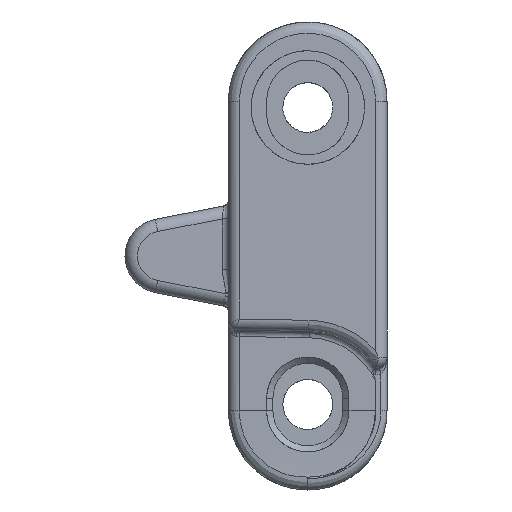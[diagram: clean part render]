
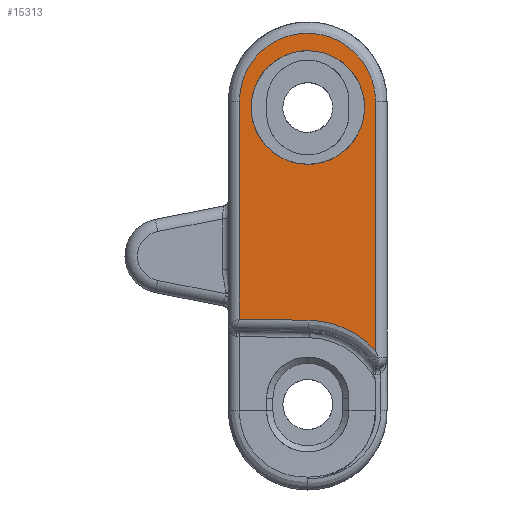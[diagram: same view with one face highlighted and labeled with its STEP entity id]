
A CAD part, left-side view. The second image highlights one B-rep face of the part: STEP entity #15313.
In plain terms, the highlighted planar face has unit normal (-0.999, 0.035, 0).
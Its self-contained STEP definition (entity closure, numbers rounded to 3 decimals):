
#4067 = VECTOR ( 'NONE', #33404, 1000. ) ;
#4309 = LINE ( 'NONE', #56251, #33221 ) ;
#4508 = EDGE_LOOP ( 'NONE', ( #20437, #16521 ) ) ;
#5349 = VECTOR ( 'NONE', #46132, 1000. ) ;
#6956 = CARTESIAN_POINT ( 'NONE',  ( -95.4, -11.769, 18.8 ) ) ;
#7305 = FACE_BOUND ( 'NONE', #4508, .T. ) ;
#9525 = EDGE_CURVE ( 'NONE', #49047, #50380, #4309, .T. ) ;
#10926 = VERTEX_POINT ( 'NONE', #55401 ) ;
#11163 = EDGE_CURVE ( 'NONE', #54028, #33321, #61027, .T. ) ;
#13537 = CARTESIAN_POINT ( 'NONE',  ( -95.4, -11.769, 23.3 ) ) ;
#14413 = CARTESIAN_POINT ( 'NONE',  ( -94.893, 2.75, 7.35 ) ) ;
#14520 = DIRECTION ( 'NONE',  ( -0.999, 0.035, 0. ) ) ;
#14990 = DIRECTION ( 'NONE',  ( 0., 0., -1. ) ) ;
#15313 = ADVANCED_FACE ( 'NONE', ( #54404, #7305 ), #28276, .T. ) ;
#15923 = ORIENTED_EDGE ( 'NONE', *, *, #9525, .T. ) ;
#16521 = ORIENTED_EDGE ( 'NONE', *, *, #24108, .T. ) ;
#16940 = CARTESIAN_POINT ( 'NONE',  ( -95.02, -0.869, 12.4 ) ) ;
#19497 = ORIENTED_EDGE ( 'NONE', *, *, #25777, .F. ) ;
#20182 = EDGE_CURVE ( 'NONE', #45862, #54028, #59188, .T. ) ;
#20437 = ORIENTED_EDGE ( 'NONE', *, *, #51521, .T. ) ;
#22400 = ORIENTED_EDGE ( 'NONE', *, *, #20182, .F. ) ;
#24108 = EDGE_CURVE ( 'NONE', #34236, #10926, #32318, .T. ) ;
#25151 = CARTESIAN_POINT ( 'NONE',  ( -95.433, -12.7, 1. ) ) ;
#25777 = EDGE_CURVE ( 'NONE', #49047, #45862, #62633, .T. ) ;
#26836 = ORIENTED_EDGE ( 'NONE', *, *, #11163, .F. ) ;
#27281 = CARTESIAN_POINT ( 'NONE',  ( -95.529, -15.45, 7.35 ) ) ;
#27948 = CARTESIAN_POINT ( 'NONE',  ( -95.211, -6.35, 7.35 ) ) ;
#28276 = PLANE ( 'NONE',  #67454 ) ;
#28431 = CARTESIAN_POINT ( 'NONE',  ( -95.4, -11.769, -7.568 ) ) ;
#28465 = EDGE_CURVE ( 'NONE', #33321, #50380, #55749, .T. ) ;
#32318 =( BOUNDED_CURVE ( )  B_SPLINE_CURVE ( 3, ( #53735, #37240, #27281, #27948 ),
 .UNSPECIFIED., .F., .F. ) 
 B_SPLINE_CURVE_WITH_KNOTS ( ( 4, 4 ),
 ( 1.571, 4.712 ),
 .UNSPECIFIED. ) 
 CURVE ( )  GEOMETRIC_REPRESENTATION_ITEM ( )  RATIONAL_B_SPLINE_CURVE ( ( 1., 0.333, 0.333, 1. ) ) 
 REPRESENTATION_ITEM ( '' )  );
#32602 = CARTESIAN_POINT ( 'NONE',  ( -95.211, -6.35, 16.45 ) ) ;
#33221 = VECTOR ( 'NONE', #14990, 1000. ) ;
#33265 = CARTESIAN_POINT ( 'NONE',  ( -95.4, -11.769, 12.4 ) ) ;
#33321 = VERTEX_POINT ( 'NONE', #36999 ) ;
#33404 = DIRECTION ( 'NONE',  ( 0., 0., -1. ) ) ;
#34103 = DIRECTION ( 'NONE',  ( -0.035, -0.999, 0. ) ) ;
#34150 = CARTESIAN_POINT ( 'NONE',  ( -95.02, -0.869, 12.4 ) ) ;
#34236 = VERTEX_POINT ( 'NONE', #32602 ) ;
#36999 = CARTESIAN_POINT ( 'NONE',  ( -95.215, -6.447, -5.151 ) ) ;
#37240 = CARTESIAN_POINT ( 'NONE',  ( -95.529, -15.45, 16.45 ) ) ;
#41226 = CARTESIAN_POINT ( 'NONE',  ( -95.211, -6.35, 7.35 ) ) ;
#45862 = VERTEX_POINT ( 'NONE', #33265 ) ;
#46132 = DIRECTION ( 'NONE',  ( 0.035, 0.999, 0.017 ) ) ;
#46798 = CARTESIAN_POINT ( 'NONE',  ( -95.02, -0.869, -5.054 ) ) ;
#48423 = EDGE_LOOP ( 'NONE', ( #15923, #60276, #26836, #22400, #19497 ) ) ;
#49047 = VERTEX_POINT ( 'NONE', #16940 ) ;
#50380 = VERTEX_POINT ( 'NONE', #46798 ) ;
#50860 = CARTESIAN_POINT ( 'NONE',  ( -94.893, 2.75, 16.45 ) ) ;
#51262 = CARTESIAN_POINT ( 'NONE',  ( -95.429, -12.591, -5.258 ) ) ;
#51521 = EDGE_CURVE ( 'NONE', #10926, #34236, #57316, .T. ) ;
#53735 = CARTESIAN_POINT ( 'NONE',  ( -95.211, -6.35, 16.45 ) ) ;
#54028 = VERTEX_POINT ( 'NONE', #62599 ) ;
#54404 = FACE_OUTER_BOUND ( 'NONE', #48423, .T. ) ;
#55127 = CARTESIAN_POINT ( 'NONE',  ( -95.02, -0.869, 23.3 ) ) ;
#55401 = CARTESIAN_POINT ( 'NONE',  ( -95.211, -6.35, 7.35 ) ) ;
#55749 = LINE ( 'NONE', #51262, #5349 ) ;
#56251 = CARTESIAN_POINT ( 'NONE',  ( -95.02, -0.869, 18.8 ) ) ;
#57316 =( BOUNDED_CURVE ( )  B_SPLINE_CURVE ( 3, ( #41226, #14413, #50860, #62493 ),
 .UNSPECIFIED., .F., .T. ) 
 B_SPLINE_CURVE_WITH_KNOTS ( ( 4, 4 ),
 ( 4.712, 7.854 ),
 .UNSPECIFIED. ) 
 CURVE ( )  GEOMETRIC_REPRESENTATION_ITEM ( )  RATIONAL_B_SPLINE_CURVE ( ( 1., 0.333, 0.333, 1. ) ) 
 REPRESENTATION_ITEM ( '' )  );
#59188 = LINE ( 'NONE', #6956, #4067 ) ;
#60276 = ORIENTED_EDGE ( 'NONE', *, *, #28465, .F. ) ;
#60375 = CARTESIAN_POINT ( 'NONE',  ( -95.352, -10.385, -6.04 ) ) ;
#61027 =( BOUNDED_CURVE ( )  B_SPLINE_CURVE ( 3, ( #28431, #60375, #61050, #65543 ),
 .UNSPECIFIED., .F., .F. ) 
 B_SPLINE_CURVE_WITH_KNOTS ( ( 4, 4 ),
 ( 3.877, 4.695 ),
 .UNSPECIFIED. ) 
 CURVE ( )  GEOMETRIC_REPRESENTATION_ITEM ( )  RATIONAL_B_SPLINE_CURVE ( ( 1., 0.945, 0.945, 1. ) ) 
 REPRESENTATION_ITEM ( '' )  );
#61050 = CARTESIAN_POINT ( 'NONE',  ( -95.287, -8.508, -5.187 ) ) ;
#62493 = CARTESIAN_POINT ( 'NONE',  ( -95.211, -6.35, 16.45 ) ) ;
#62599 = CARTESIAN_POINT ( 'NONE',  ( -95.4, -11.769, -7.568 ) ) ;
#62633 =( BOUNDED_CURVE ( )  B_SPLINE_CURVE ( 3, ( #34150, #55127, #13537, #62989 ),
 .UNSPECIFIED., .F., .F. ) 
 B_SPLINE_CURVE_WITH_KNOTS ( ( 4, 4 ),
 ( 0., 3.142 ),
 .UNSPECIFIED. ) 
 CURVE ( )  GEOMETRIC_REPRESENTATION_ITEM ( )  RATIONAL_B_SPLINE_CURVE ( ( 1., 0.333, 0.333, 1. ) ) 
 REPRESENTATION_ITEM ( '' )  );
#62989 = CARTESIAN_POINT ( 'NONE',  ( -95.4, -11.769, 12.4 ) ) ;
#65543 = CARTESIAN_POINT ( 'NONE',  ( -95.215, -6.447, -5.151 ) ) ;
#67454 = AXIS2_PLACEMENT_3D ( 'NONE', #25151, #14520, #34103 ) ;
